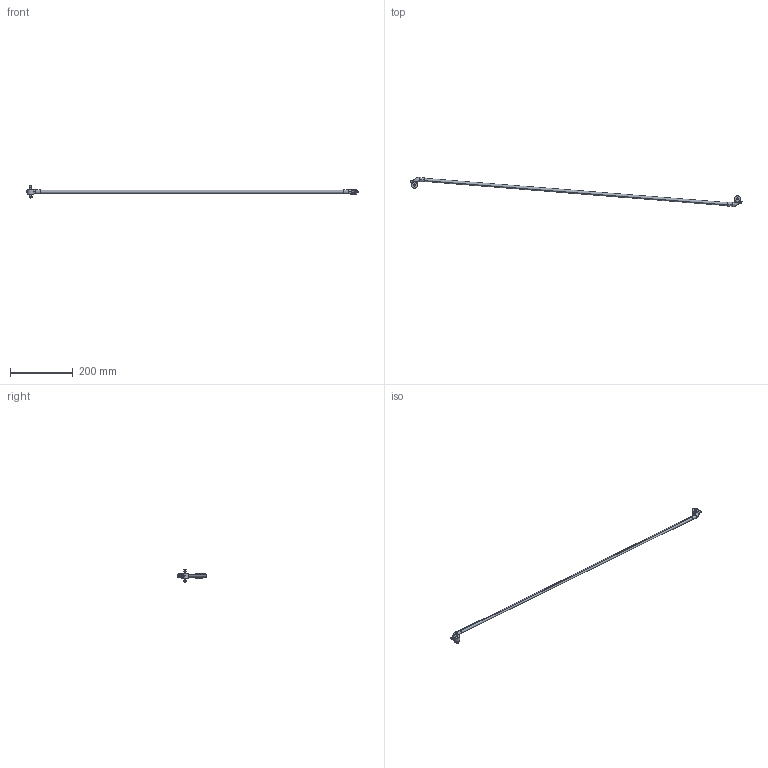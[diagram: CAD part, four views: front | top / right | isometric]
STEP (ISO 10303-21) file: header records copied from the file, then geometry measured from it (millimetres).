
FILE_DESCRIPTION (( 'STEP AP203' ), '1' );
FILE_NAME ('link2_Default_sldprt.STEP', '2024-11-18T19:56:23', ( '' ), ( '' ), 'SwSTEP 2.0', 'SolidWorks 2024', '' );
FILE_SCHEMA (( 'CONFIG_CONTROL_DESIGN' ));
Length unit declared in the file: millimetre
Products named in the file (1): link2_Default_sldprt
Bounding box: 1058.28 x 92.85 x 38.9 mm (x, y, z)
Volume: 42550.6 mm3; surface area: 65625.3 mm2
Topology: 5 solids, 5 shells, 164 faces, 417 edges, 255 vertices
Faces by surface type: cylinder 79, bspline 34, plane 27, cone 16, torus 8
Entity records: 7541 total; most frequent: CARTESIAN_POINT 3793, ORIENTED_EDGE 830, DIRECTION 688, EDGE_CURVE 415, AXIS2_PLACEMENT_3D 282, VERTEX_POINT 255, EDGE_LOOP 176, FACE_OUTER_BOUND 164
